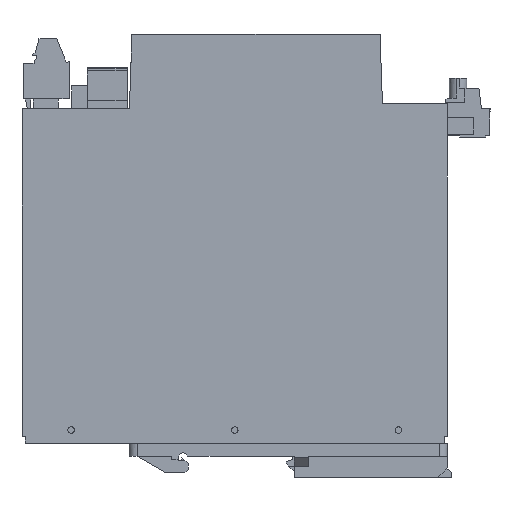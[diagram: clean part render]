
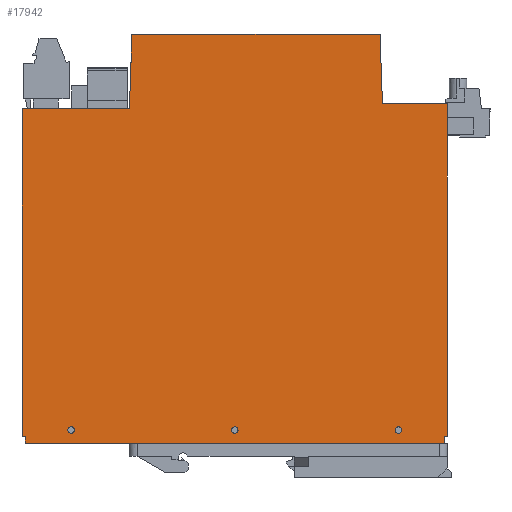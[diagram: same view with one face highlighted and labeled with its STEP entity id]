
A CAD part, left-side view. The second image highlights one B-rep face of the part: STEP entity #17942.
In plain terms, the highlighted planar face has unit normal (-1, 0, 0).
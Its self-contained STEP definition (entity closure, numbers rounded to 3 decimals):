
#13497=AXIS2_PLACEMENT_3D('Circle Axis2P3D',#13495,#13496,$) ;
#13524=AXIS2_PLACEMENT_3D('Circle Axis2P3D',#13522,#13523,$) ;
#13542=AXIS2_PLACEMENT_3D('Circle Axis2P3D',#13540,#13541,$) ;
#13569=AXIS2_PLACEMENT_3D('Circle Axis2P3D',#13567,#13568,$) ;
#13587=AXIS2_PLACEMENT_3D('Circle Axis2P3D',#13585,#13586,$) ;
#13614=AXIS2_PLACEMENT_3D('Circle Axis2P3D',#13612,#13613,$) ;
#17895=AXIS2_PLACEMENT_3D('Plane Axis2P3D',#17892,#17893,#17894) ;
#105=CARTESIAN_POINT('Vertex',(0.,143.1,112.7)) ;
#108=CARTESIAN_POINT('Line Origine',(0.,126.693,112.7)) ;
#112=CARTESIAN_POINT('Vertex',(0.,110.286,112.7)) ;
#13495=CARTESIAN_POINT('Axis2P3D Location',(0.,28.1,14.5)) ;
#13499=CARTESIAN_POINT('Vertex',(0.,27.217,14.017)) ;
#13501=CARTESIAN_POINT('Vertex',(0.,28.983,14.983)) ;
#13522=CARTESIAN_POINT('Axis2P3D Location',(0.,28.1,14.5)) ;
#13540=CARTESIAN_POINT('Axis2P3D Location',(0.,128.1,14.5)) ;
#13544=CARTESIAN_POINT('Vertex',(0.,127.217,14.017)) ;
#13546=CARTESIAN_POINT('Vertex',(0.,128.983,14.983)) ;
#13567=CARTESIAN_POINT('Axis2P3D Location',(0.,128.1,14.5)) ;
#13585=CARTESIAN_POINT('Axis2P3D Location',(0.,78.1,14.5)) ;
#13589=CARTESIAN_POINT('Vertex',(0.,77.217,14.017)) ;
#13591=CARTESIAN_POINT('Vertex',(0.,78.983,14.983)) ;
#13612=CARTESIAN_POINT('Axis2P3D Location',(0.,78.1,14.5)) ;
#13629=CARTESIAN_POINT('Vertex',(0.,14.1,10.5)) ;
#13632=CARTESIAN_POINT('Line Origine',(0.,78.1,10.5)) ;
#13636=CARTESIAN_POINT('Vertex',(0.,142.1,10.5)) ;
#13664=CARTESIAN_POINT('Line Origine',(0.,109.891,124.)) ;
#13668=CARTESIAN_POINT('Vertex',(0.,109.497,135.3)) ;
#13718=CARTESIAN_POINT('Line Origine',(0.,109.495,135.3)) ;
#13722=CARTESIAN_POINT('Vertex',(0.,109.493,135.3)) ;
#13766=CARTESIAN_POINT('Line Origine',(0.,109.493,135.35)) ;
#13770=CARTESIAN_POINT('Vertex',(0.,109.493,135.4)) ;
#13791=CARTESIAN_POINT('Line Origine',(0.,71.6,135.4)) ;
#13795=CARTESIAN_POINT('Vertex',(0.,33.707,135.4)) ;
#13846=CARTESIAN_POINT('Line Origine',(0.,33.337,124.8)) ;
#13850=CARTESIAN_POINT('Vertex',(0.,32.967,114.2)) ;
#17272=CARTESIAN_POINT('Line Origine',(0.,23.033,114.2)) ;
#17276=CARTESIAN_POINT('Vertex',(0.,13.1,114.2)) ;
#17375=CARTESIAN_POINT('Line Origine',(0.,142.1,11.5)) ;
#17379=CARTESIAN_POINT('Vertex',(0.,142.1,12.5)) ;
#17417=CARTESIAN_POINT('Vertex',(0.,143.1,12.5)) ;
#17420=CARTESIAN_POINT('Line Origine',(0.,143.1,62.6)) ;
#17866=CARTESIAN_POINT('Vertex',(0.,14.1,12.5)) ;
#17869=CARTESIAN_POINT('Line Origine',(0.,14.1,11.5)) ;
#17892=CARTESIAN_POINT('Axis2P3D Location',(0.,78.1,72.85)) ;
#17897=CARTESIAN_POINT('Line Origine',(0.,142.6,12.5)) ;
#17902=CARTESIAN_POINT('Line Origine',(0.,13.6,12.5)) ;
#17906=CARTESIAN_POINT('Vertex',(0.,13.1,12.5)) ;
#17909=CARTESIAN_POINT('Line Origine',(0.,13.1,63.35)) ;
#109=DIRECTION('Vector Direction',(0.,1.,0.)) ;
#13496=DIRECTION('Axis2P3D Direction',(1.,0.,0.)) ;
#13523=DIRECTION('Axis2P3D Direction',(1.,0.,0.)) ;
#13541=DIRECTION('Axis2P3D Direction',(1.,0.,0.)) ;
#13568=DIRECTION('Axis2P3D Direction',(1.,0.,0.)) ;
#13586=DIRECTION('Axis2P3D Direction',(1.,0.,0.)) ;
#13613=DIRECTION('Axis2P3D Direction',(1.,0.,0.)) ;
#13633=DIRECTION('Vector Direction',(0.,1.,0.)) ;
#13665=DIRECTION('Vector Direction',(0.,-0.035,0.999)) ;
#13719=DIRECTION('Vector Direction',(0.,1.,0.)) ;
#13767=DIRECTION('Vector Direction',(0.,0.,-1.)) ;
#13792=DIRECTION('Vector Direction',(0.,1.,0.)) ;
#13847=DIRECTION('Vector Direction',(0.,0.035,0.999)) ;
#17273=DIRECTION('Vector Direction',(0.,1.,0.)) ;
#17376=DIRECTION('Vector Direction',(0.,0.,1.)) ;
#17421=DIRECTION('Vector Direction',(0.,0.,-1.)) ;
#17870=DIRECTION('Vector Direction',(0.,0.,-1.)) ;
#17893=DIRECTION('Axis2P3D Direction',(-1.,0.,0.)) ;
#17894=DIRECTION('Axis2P3D XDirection',(0.,0.,-1.)) ;
#17898=DIRECTION('Vector Direction',(0.,-1.,0.)) ;
#17903=DIRECTION('Vector Direction',(0.,-1.,0.)) ;
#17910=DIRECTION('Vector Direction',(0.,0.,-1.)) ;
#110=VECTOR('Line Direction',#109,1.) ;
#13634=VECTOR('Line Direction',#13633,1.) ;
#13666=VECTOR('Line Direction',#13665,1.) ;
#13720=VECTOR('Line Direction',#13719,1.) ;
#13768=VECTOR('Line Direction',#13767,1.) ;
#13793=VECTOR('Line Direction',#13792,1.) ;
#13848=VECTOR('Line Direction',#13847,1.) ;
#17274=VECTOR('Line Direction',#17273,1.) ;
#17377=VECTOR('Line Direction',#17376,1.) ;
#17422=VECTOR('Line Direction',#17421,1.) ;
#17871=VECTOR('Line Direction',#17870,1.) ;
#17899=VECTOR('Line Direction',#17898,1.) ;
#17904=VECTOR('Line Direction',#17903,1.) ;
#17911=VECTOR('Line Direction',#17910,1.) ;
#17915=ORIENTED_EDGE('',*,*,#13852,.F.) ;
#17916=ORIENTED_EDGE('',*,*,#13797,.T.) ;
#17917=ORIENTED_EDGE('',*,*,#13772,.T.) ;
#17918=ORIENTED_EDGE('',*,*,#13724,.T.) ;
#17919=ORIENTED_EDGE('',*,*,#13670,.F.) ;
#17920=ORIENTED_EDGE('',*,*,#114,.T.) ;
#17921=ORIENTED_EDGE('',*,*,#17424,.F.) ;
#17922=ORIENTED_EDGE('',*,*,#17901,.T.) ;
#17923=ORIENTED_EDGE('',*,*,#17381,.F.) ;
#17924=ORIENTED_EDGE('',*,*,#13638,.F.) ;
#17925=ORIENTED_EDGE('',*,*,#17873,.F.) ;
#17926=ORIENTED_EDGE('',*,*,#17908,.T.) ;
#17927=ORIENTED_EDGE('',*,*,#17913,.F.) ;
#17928=ORIENTED_EDGE('',*,*,#17278,.F.) ;
#17931=ORIENTED_EDGE('',*,*,#13616,.F.) ;
#17932=ORIENTED_EDGE('',*,*,#13593,.F.) ;
#17935=ORIENTED_EDGE('',*,*,#13571,.F.) ;
#17936=ORIENTED_EDGE('',*,*,#13548,.F.) ;
#17939=ORIENTED_EDGE('',*,*,#13526,.F.) ;
#17940=ORIENTED_EDGE('',*,*,#13503,.F.) ;
#17933=FACE_BOUND('',#17930,.T.) ;
#17937=FACE_BOUND('',#17934,.T.) ;
#17941=FACE_BOUND('',#17938,.T.) ;
#17942=ADVANCED_FACE('STROMVERSORGUNG',(#17929,#17933,#17937,#17941),#17896,.T.) ;
#13498=CIRCLE('generated circle',#13497,1.007) ;
#13525=CIRCLE('generated circle',#13524,1.007) ;
#13543=CIRCLE('generated circle',#13542,1.007) ;
#13570=CIRCLE('generated circle',#13569,1.007) ;
#13588=CIRCLE('generated circle',#13587,1.007) ;
#13615=CIRCLE('generated circle',#13614,1.007) ;
#114=EDGE_CURVE('',#113,#106,#111,.T.) ;
#13503=EDGE_CURVE('',#13500,#13502,#13498,.F.) ;
#13526=EDGE_CURVE('',#13502,#13500,#13525,.F.) ;
#13548=EDGE_CURVE('',#13545,#13547,#13543,.F.) ;
#13571=EDGE_CURVE('',#13547,#13545,#13570,.F.) ;
#13593=EDGE_CURVE('',#13590,#13592,#13588,.F.) ;
#13616=EDGE_CURVE('',#13592,#13590,#13615,.F.) ;
#13638=EDGE_CURVE('',#13630,#13637,#13635,.T.) ;
#13670=EDGE_CURVE('',#113,#13669,#13667,.T.) ;
#13724=EDGE_CURVE('',#13723,#13669,#13721,.T.) ;
#13772=EDGE_CURVE('',#13771,#13723,#13769,.T.) ;
#13797=EDGE_CURVE('',#13796,#13771,#13794,.T.) ;
#13852=EDGE_CURVE('',#13796,#13851,#13849,.F.) ;
#17278=EDGE_CURVE('',#13851,#17277,#17275,.F.) ;
#17381=EDGE_CURVE('',#13637,#17380,#17378,.T.) ;
#17424=EDGE_CURVE('',#17418,#106,#17423,.F.) ;
#17873=EDGE_CURVE('',#17867,#13630,#17872,.T.) ;
#17901=EDGE_CURVE('',#17418,#17380,#17900,.T.) ;
#17908=EDGE_CURVE('',#17867,#17907,#17905,.T.) ;
#17913=EDGE_CURVE('',#17277,#17907,#17912,.T.) ;
#17914=EDGE_LOOP('',(#17915,#17916,#17917,#17918,#17919,#17920,#17921,#17922,#17923,#17924,#17925,#17926,#17927,#17928)) ;
#17930=EDGE_LOOP('',(#17931,#17932)) ;
#17934=EDGE_LOOP('',(#17935,#17936)) ;
#17938=EDGE_LOOP('',(#17939,#17940)) ;
#17929=FACE_OUTER_BOUND('',#17914,.T.) ;
#111=LINE('Line',#108,#110) ;
#13635=LINE('Line',#13632,#13634) ;
#13667=LINE('Line',#13664,#13666) ;
#13721=LINE('Line',#13718,#13720) ;
#13769=LINE('Line',#13766,#13768) ;
#13794=LINE('Line',#13791,#13793) ;
#13849=LINE('Line',#13846,#13848) ;
#17275=LINE('Line',#17272,#17274) ;
#17378=LINE('Line',#17375,#17377) ;
#17423=LINE('Line',#17420,#17422) ;
#17872=LINE('Line',#17869,#17871) ;
#17900=LINE('Line',#17897,#17899) ;
#17905=LINE('Line',#17902,#17904) ;
#17912=LINE('Line',#17909,#17911) ;
#17896=PLANE('',#17895) ;
#106=VERTEX_POINT('',#105) ;
#113=VERTEX_POINT('',#112) ;
#13500=VERTEX_POINT('',#13499) ;
#13502=VERTEX_POINT('',#13501) ;
#13545=VERTEX_POINT('',#13544) ;
#13547=VERTEX_POINT('',#13546) ;
#13590=VERTEX_POINT('',#13589) ;
#13592=VERTEX_POINT('',#13591) ;
#13630=VERTEX_POINT('',#13629) ;
#13637=VERTEX_POINT('',#13636) ;
#13669=VERTEX_POINT('',#13668) ;
#13723=VERTEX_POINT('',#13722) ;
#13771=VERTEX_POINT('',#13770) ;
#13796=VERTEX_POINT('',#13795) ;
#13851=VERTEX_POINT('',#13850) ;
#17277=VERTEX_POINT('',#17276) ;
#17380=VERTEX_POINT('',#17379) ;
#17418=VERTEX_POINT('',#17417) ;
#17867=VERTEX_POINT('',#17866) ;
#17907=VERTEX_POINT('',#17906) ;
